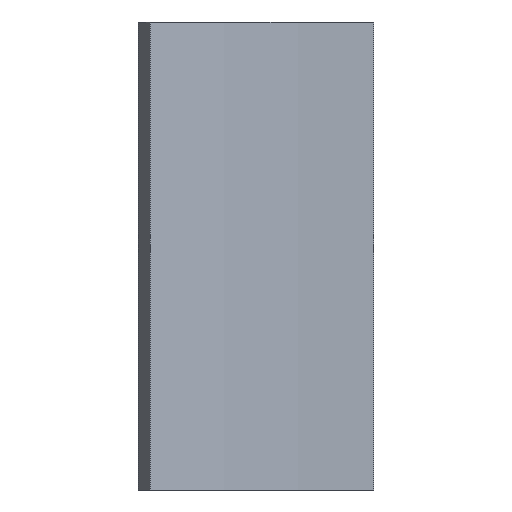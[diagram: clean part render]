
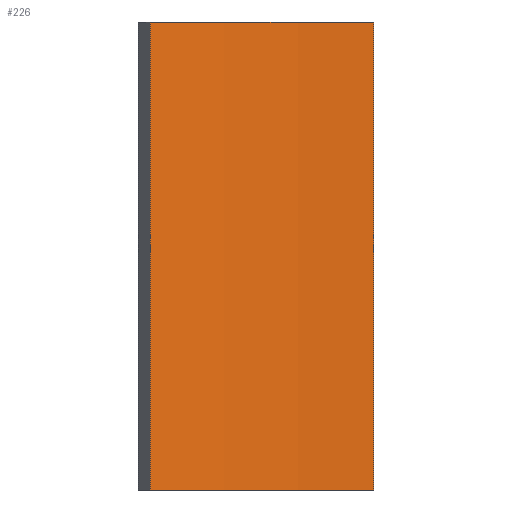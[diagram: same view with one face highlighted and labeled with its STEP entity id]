
A CAD part, front view. The second image highlights one B-rep face of the part: STEP entity #226.
In plain terms, the highlighted cylindrical face has radius 94 mm (diameter 188 mm), a partial arc.
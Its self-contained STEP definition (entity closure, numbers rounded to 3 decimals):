
#7 = VECTOR ( 'NONE', #204, 1000. ) ;
#9 = DIRECTION ( 'NONE',  ( -1., 0., 0. ) ) ;
#10 = FACE_OUTER_BOUND ( 'NONE', #25, .T. ) ;
#14 = DIRECTION ( 'NONE',  ( 0., 0., -1. ) ) ;
#15 = DIRECTION ( 'NONE',  ( 1., 0., 0. ) ) ;
#16 = VERTEX_POINT ( 'NONE', #201 ) ;
#18 = CIRCLE ( 'NONE', #186, 94. ) ;
#25 = EDGE_LOOP ( 'NONE', ( #159, #235, #72, #128 ) ) ;
#27 = CIRCLE ( 'NONE', #176, 94. ) ;
#39 = DIRECTION ( 'NONE',  ( 0., 0., -1. ) ) ;
#41 = CARTESIAN_POINT ( 'NONE',  ( -26.509, 90.185, 50. ) ) ;
#44 = CARTESIAN_POINT ( 'NONE',  ( 0., 0., 100. ) ) ;
#52 = AXIS2_PLACEMENT_3D ( 'NONE', #44, #125, #9 ) ;
#59 = LINE ( 'NONE', #78, #198 ) ;
#68 = EDGE_CURVE ( 'NONE', #16, #214, #59, .T. ) ;
#72 = ORIENTED_EDGE ( 'NONE', *, *, #143, .F. ) ;
#76 = DIRECTION ( 'NONE',  ( 0., 0., -1. ) ) ;
#78 = CARTESIAN_POINT ( 'NONE',  ( -26.509, 90.185, 100. ) ) ;
#92 = CARTESIAN_POINT ( 'NONE',  ( 0., 0., 100. ) ) ;
#94 = CARTESIAN_POINT ( 'NONE',  ( -2.657, 93.962, 100. ) ) ;
#104 = VERTEX_POINT ( 'NONE', #94 ) ;
#117 = CYLINDRICAL_SURFACE ( 'NONE', #52, 94. ) ;
#119 = DIRECTION ( 'NONE',  ( 1., 0., 0. ) ) ;
#125 = DIRECTION ( 'NONE',  ( 0., 0., -1. ) ) ;
#128 = ORIENTED_EDGE ( 'NONE', *, *, #187, .F. ) ;
#139 = VERTEX_POINT ( 'NONE', #184 ) ;
#143 = EDGE_CURVE ( 'NONE', #104, #139, #157, .T. ) ;
#157 = LINE ( 'NONE', #169, #7 ) ;
#159 = ORIENTED_EDGE ( 'NONE', *, *, #68, .T. ) ;
#169 = CARTESIAN_POINT ( 'NONE',  ( -2.657, 93.962, 100. ) ) ;
#176 = AXIS2_PLACEMENT_3D ( 'NONE', #183, #76, #119 ) ;
#183 = CARTESIAN_POINT ( 'NONE',  ( 0., 0., 50. ) ) ;
#184 = CARTESIAN_POINT ( 'NONE',  ( -2.657, 93.962, 50. ) ) ;
#186 = AXIS2_PLACEMENT_3D ( 'NONE', #92, #14, #15 ) ;
#187 = EDGE_CURVE ( 'NONE', #16, #104, #18, .T. ) ;
#198 = VECTOR ( 'NONE', #39, 1000. ) ;
#201 = CARTESIAN_POINT ( 'NONE',  ( -26.509, 90.185, 100. ) ) ;
#204 = DIRECTION ( 'NONE',  ( 0., 0., -1. ) ) ;
#214 = VERTEX_POINT ( 'NONE', #41 ) ;
#226 = ADVANCED_FACE ( 'NONE', ( #10 ), #117, .F. ) ;
#234 = EDGE_CURVE ( 'NONE', #214, #139, #27, .T. ) ;
#235 = ORIENTED_EDGE ( 'NONE', *, *, #234, .T. ) ;
